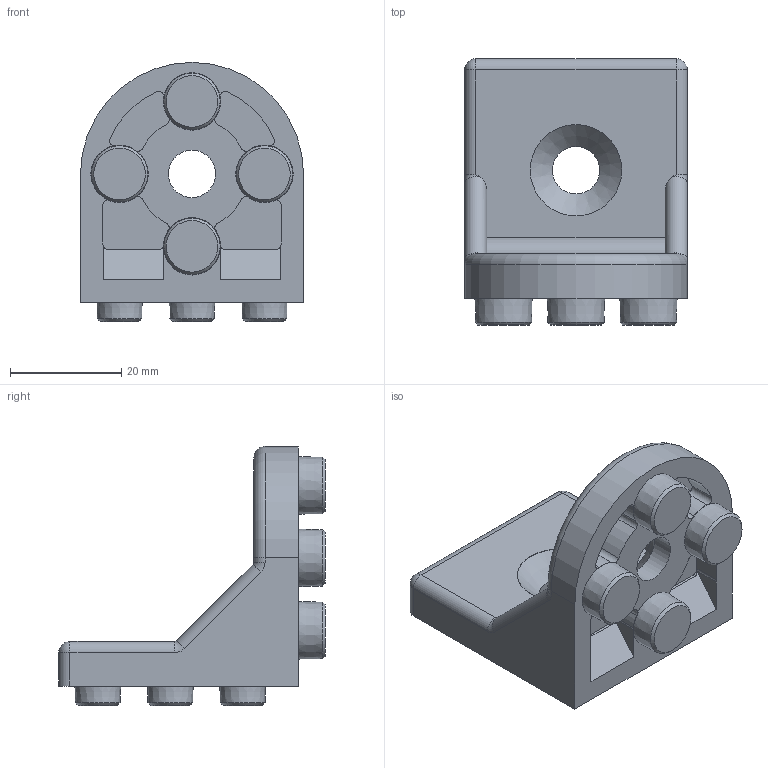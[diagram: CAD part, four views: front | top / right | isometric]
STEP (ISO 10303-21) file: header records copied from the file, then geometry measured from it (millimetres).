
FILE_DESCRIPTION(/* description */ ('STEP AP214'),/* implementation_level */ '2;1');
FILE_NAME(/* name */ '093WG402N',/* time_stamp */ '2022-09-29T16:04:10+02:00',/* author */ ('License CC BY-ND 4.0'),/* organization */ ('CADENAS'),/* preprocessor_version */ 'ST-DEVELOPER v18.102',/* originating_system */ 'PARTsolutions',/* authorisation */ ' ');
FILE_SCHEMA (('AUTOMOTIVE_DESIGN {1 0 10303 214 3 1 1}'));
Length unit declared in the file: millimetre
Products named in the file (4): 093WG402N; 093WG402N_part4; 093WG402N_part5; 093WG402N_part1
Assembly tree (9 placements, depth 2):
  093WG402N
    093WG402N_part4  x4
    093WG402N_part5  x4
    093WG402N_part1
Bounding box: 40 x 47.8 x 46.5 mm (x, y, z)
Volume: 20531.2 mm3; surface area: 12771.3 mm2
Topology: 9 solids, 9 shells, 217 faces, 483 edges, 306 vertices
Faces by surface type: cylinder 87, plane 73, cone 50, torus 5, sphere 2
Full cylindrical faces by diameter (mm): 6.2 x8, 8.5 x2, 16.4 x2
Entity records: 5130 total; most frequent: DIRECTION 968, CARTESIAN_POINT 850, ORIENTED_EDGE 766, AXIS2_PLACEMENT_3D 404, EDGE_CURVE 383, VERTEX_POINT 270, EDGE_LOOP 235, FACE_BOUND 235
